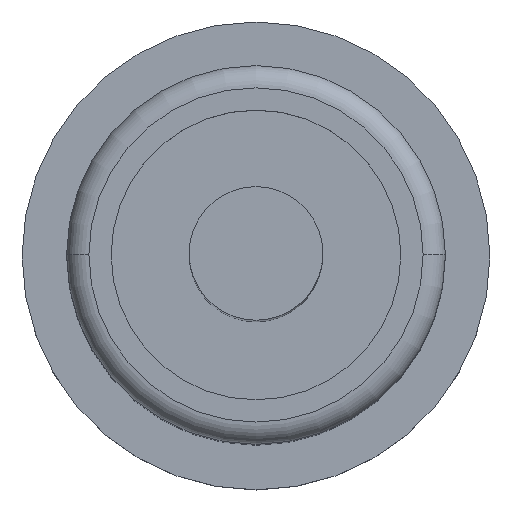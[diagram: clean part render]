
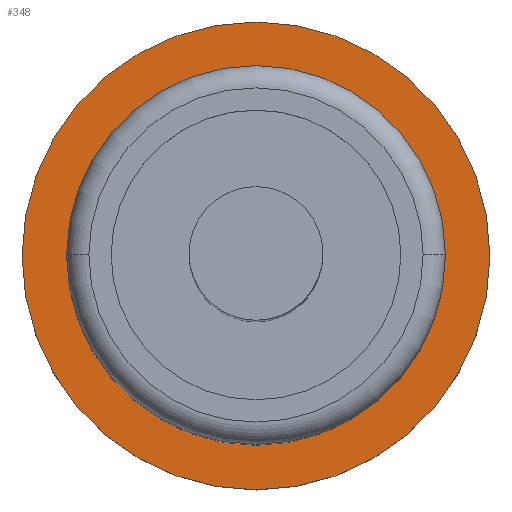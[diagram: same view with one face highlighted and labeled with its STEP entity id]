
A CAD part, top view. The second image highlights one B-rep face of the part: STEP entity #348.
In plain terms, the highlighted planar face has unit normal (0, 0, 1).
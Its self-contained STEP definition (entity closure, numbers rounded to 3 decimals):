
#5 = AXIS2_PLACEMENT_3D ( 'NONE', #183, #363, #188 ) ;
#13 = ORIENTED_EDGE ( 'NONE', *, *, #94, .F. ) ;
#33 = EDGE_CURVE ( 'NONE', #177, #52, #42, .T. ) ;
#42 = CIRCLE ( 'NONE', #553, 1.05 ) ;
#49 = AXIS2_PLACEMENT_3D ( 'NONE', #381, #435, #333 ) ;
#51 = CARTESIAN_POINT ( 'NONE',  ( 0., 0., 0.3 ) ) ;
#52 = VERTEX_POINT ( 'NONE', #390 ) ;
#71 = CARTESIAN_POINT ( 'NONE',  ( -0.85, 0., 0.3 ) ) ;
#88 = DIRECTION ( 'NONE',  ( 0., 0., -1. ) ) ;
#90 = CIRCLE ( 'NONE', #104, 0.85 ) ;
#94 = EDGE_CURVE ( 'NONE', #52, #177, #184, .T. ) ;
#99 = CIRCLE ( 'NONE', #49, 0.85 ) ;
#104 = AXIS2_PLACEMENT_3D ( 'NONE', #268, #116, #546 ) ;
#113 = ORIENTED_EDGE ( 'NONE', *, *, #33, .F. ) ;
#116 = DIRECTION ( 'NONE',  ( 0., 0., -1. ) ) ;
#133 = EDGE_CURVE ( 'NONE', #322, #611, #90, .T. ) ;
#145 = FACE_OUTER_BOUND ( 'NONE', #185, .T. ) ;
#148 = DIRECTION ( 'NONE',  ( -1., 0., 0. ) ) ;
#177 = VERTEX_POINT ( 'NONE', #309 ) ;
#183 = CARTESIAN_POINT ( 'NONE',  ( 0., 0., 0.3 ) ) ;
#184 = CIRCLE ( 'NONE', #283, 1.05 ) ;
#185 = EDGE_LOOP ( 'NONE', ( #113, #13 ) ) ;
#188 = DIRECTION ( 'NONE',  ( -1., 0., 0. ) ) ;
#257 = EDGE_LOOP ( 'NONE', ( #480, #623 ) ) ;
#268 = CARTESIAN_POINT ( 'NONE',  ( 0., 0., 0.3 ) ) ;
#273 = PLANE ( 'NONE',  #5 ) ;
#283 = AXIS2_PLACEMENT_3D ( 'NONE', #51, #338, #542 ) ;
#309 = CARTESIAN_POINT ( 'NONE',  ( -1.05, 0., 0.3 ) ) ;
#322 = VERTEX_POINT ( 'NONE', #71 ) ;
#333 = DIRECTION ( 'NONE',  ( -1., 0., 0. ) ) ;
#338 = DIRECTION ( 'NONE',  ( 0., 0., -1. ) ) ;
#348 = ADVANCED_FACE ( 'NONE', ( #539, #145 ), #273, .F. ) ;
#363 = DIRECTION ( 'NONE',  ( 0., 0., -1. ) ) ;
#381 = CARTESIAN_POINT ( 'NONE',  ( 0., 0., 0.3 ) ) ;
#390 = CARTESIAN_POINT ( 'NONE',  ( 1.05, 0., 0.3 ) ) ;
#435 = DIRECTION ( 'NONE',  ( 0., 0., -1. ) ) ;
#465 = EDGE_CURVE ( 'NONE', #611, #322, #99, .T. ) ;
#474 = CARTESIAN_POINT ( 'NONE',  ( 0., 0., 0.3 ) ) ;
#480 = ORIENTED_EDGE ( 'NONE', *, *, #133, .T. ) ;
#531 = CARTESIAN_POINT ( 'NONE',  ( 0.85, 0., 0.3 ) ) ;
#539 = FACE_BOUND ( 'NONE', #257, .T. ) ;
#542 = DIRECTION ( 'NONE',  ( -1., 0., 0. ) ) ;
#546 = DIRECTION ( 'NONE',  ( -1., 0., 0. ) ) ;
#553 = AXIS2_PLACEMENT_3D ( 'NONE', #474, #88, #148 ) ;
#611 = VERTEX_POINT ( 'NONE', #531 ) ;
#623 = ORIENTED_EDGE ( 'NONE', *, *, #465, .T. ) ;
